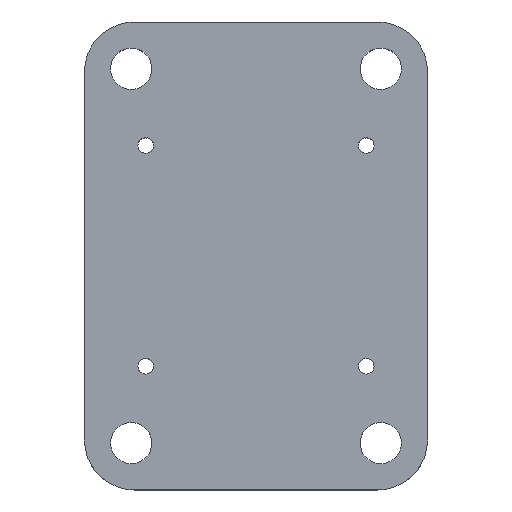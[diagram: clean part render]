
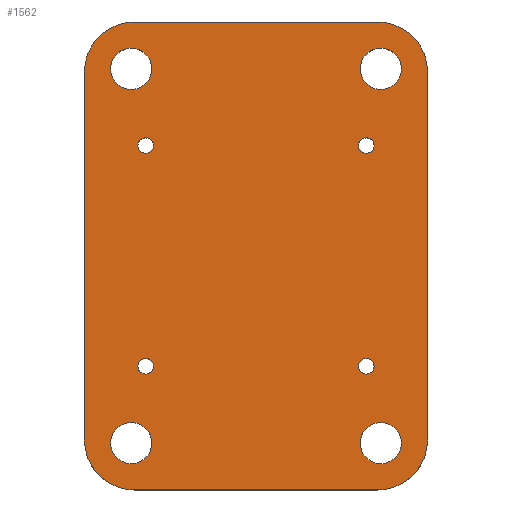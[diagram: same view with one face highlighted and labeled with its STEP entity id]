
A CAD part, top view. The second image highlights one B-rep face of the part: STEP entity #1562.
In plain terms, the highlighted planar face has unit normal (0, 0, 1).
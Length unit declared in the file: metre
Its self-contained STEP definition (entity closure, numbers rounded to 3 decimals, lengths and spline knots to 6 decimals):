
#127=CIRCLE('',#1702,0.0033);
#129=CIRCLE('',#1705,0.0033);
#131=CIRCLE('',#1708,0.0033);
#133=CIRCLE('',#1711,0.0033);
#135=CIRCLE('',#1714,0.008);
#137=CIRCLE('',#1718,0.008);
#139=CIRCLE('',#1722,0.008);
#144=CIRCLE('',#1729,0.008);
#147=CIRCLE('',#1734,0.00125);
#148=CIRCLE('',#1735,0.00125);
#149=CIRCLE('',#1736,0.00125);
#150=CIRCLE('',#1737,0.00125);
#353=ORIENTED_EDGE('',*,*,#776,.T.);
#354=ORIENTED_EDGE('',*,*,#777,.T.);
#355=ORIENTED_EDGE('',*,*,#778,.T.);
#356=ORIENTED_EDGE('',*,*,#779,.T.);
#357=ORIENTED_EDGE('',*,*,#740,.T.);
#358=ORIENTED_EDGE('',*,*,#742,.T.);
#359=ORIENTED_EDGE('',*,*,#744,.T.);
#360=ORIENTED_EDGE('',*,*,#746,.T.);
#361=ORIENTED_EDGE('',*,*,#769,.F.);
#362=ORIENTED_EDGE('',*,*,#770,.T.);
#363=ORIENTED_EDGE('',*,*,#774,.F.);
#364=ORIENTED_EDGE('',*,*,#748,.T.);
#365=ORIENTED_EDGE('',*,*,#754,.T.);
#366=ORIENTED_EDGE('',*,*,#755,.T.);
#367=ORIENTED_EDGE('',*,*,#760,.T.);
#368=ORIENTED_EDGE('',*,*,#761,.T.);
#740=EDGE_CURVE('',#949,#949,#127,.F.);
#742=EDGE_CURVE('',#951,#951,#129,.F.);
#744=EDGE_CURVE('',#953,#953,#131,.F.);
#746=EDGE_CURVE('',#955,#955,#133,.F.);
#748=EDGE_CURVE('',#957,#958,#135,.T.);
#754=EDGE_CURVE('',#958,#962,#1061,.T.);
#755=EDGE_CURVE('',#962,#963,#137,.T.);
#760=EDGE_CURVE('',#963,#966,#1065,.T.);
#761=EDGE_CURVE('',#966,#967,#139,.T.);
#769=EDGE_CURVE('',#973,#967,#1069,.T.);
#770=EDGE_CURVE('',#973,#974,#144,.T.);
#774=EDGE_CURVE('',#957,#974,#1071,.T.);
#776=EDGE_CURVE('',#977,#977,#147,.F.);
#777=EDGE_CURVE('',#978,#978,#148,.F.);
#778=EDGE_CURVE('',#979,#979,#149,.F.);
#779=EDGE_CURVE('',#980,#980,#150,.F.);
#949=VERTEX_POINT('',#2616);
#951=VERTEX_POINT('',#2621);
#953=VERTEX_POINT('',#2626);
#955=VERTEX_POINT('',#2631);
#957=VERTEX_POINT('',#2636);
#958=VERTEX_POINT('',#2637);
#962=VERTEX_POINT('',#2647);
#963=VERTEX_POINT('',#2651);
#966=VERTEX_POINT('',#2659);
#967=VERTEX_POINT('',#2663);
#973=VERTEX_POINT('',#2677);
#974=VERTEX_POINT('',#2681);
#977=VERTEX_POINT('',#2692);
#978=VERTEX_POINT('',#2694);
#979=VERTEX_POINT('',#2696);
#980=VERTEX_POINT('',#2698);
#1061=LINE('',#2648,#1169);
#1065=LINE('',#2660,#1173);
#1069=LINE('',#2678,#1177);
#1071=LINE('',#2688,#1179);
#1169=VECTOR('',#2036,1.);
#1173=VECTOR('',#2048,1.);
#1177=VECTOR('',#2066,1.);
#1179=VECTOR('',#2078,1.);
#1273=EDGE_LOOP('',(#353));
#1274=EDGE_LOOP('',(#354));
#1275=EDGE_LOOP('',(#355));
#1276=EDGE_LOOP('',(#356));
#1277=EDGE_LOOP('',(#357));
#1278=EDGE_LOOP('',(#358));
#1279=EDGE_LOOP('',(#359));
#1280=EDGE_LOOP('',(#360));
#1281=EDGE_LOOP('',(#361,#362,#363,#364,#365,#366,#367,#368));
#1407=FACE_BOUND('',#1273,.T.);
#1408=FACE_BOUND('',#1274,.T.);
#1409=FACE_BOUND('',#1275,.T.);
#1410=FACE_BOUND('',#1276,.T.);
#1411=FACE_BOUND('',#1277,.T.);
#1412=FACE_BOUND('',#1278,.T.);
#1413=FACE_BOUND('',#1279,.T.);
#1414=FACE_BOUND('',#1280,.T.);
#1415=FACE_BOUND('',#1281,.T.);
#1503=PLANE('',#1733);
#1562=ADVANCED_FACE('',(#1407,#1408,#1409,#1410,#1411,#1412,#1413,#1414,
#1415),#1503,.T.);
#1702=AXIS2_PLACEMENT_3D('',#2615,#2002,#2003);
#1705=AXIS2_PLACEMENT_3D('',#2620,#2008,#2009);
#1708=AXIS2_PLACEMENT_3D('',#2625,#2014,#2015);
#1711=AXIS2_PLACEMENT_3D('',#2630,#2020,#2021);
#1714=AXIS2_PLACEMENT_3D('',#2635,#2026,#2027);
#1718=AXIS2_PLACEMENT_3D('',#2650,#2039,#2040);
#1722=AXIS2_PLACEMENT_3D('',#2662,#2051,#2052);
#1729=AXIS2_PLACEMENT_3D('',#2680,#2069,#2070);
#1733=AXIS2_PLACEMENT_3D('',#2690,#2080,#2081);
#1734=AXIS2_PLACEMENT_3D('',#2691,#2082,#2083);
#1735=AXIS2_PLACEMENT_3D('',#2693,#2084,#2085);
#1736=AXIS2_PLACEMENT_3D('',#2695,#2086,#2087);
#1737=AXIS2_PLACEMENT_3D('',#2697,#2088,#2089);
#2002=DIRECTION('',(0.,0.,1.));
#2003=DIRECTION('',(1.,0.,0.));
#2008=DIRECTION('',(0.,0.,1.));
#2009=DIRECTION('',(1.,0.,0.));
#2014=DIRECTION('',(0.,0.,1.));
#2015=DIRECTION('',(1.,0.,0.));
#2020=DIRECTION('',(0.,0.,1.));
#2021=DIRECTION('',(1.,0.,0.));
#2026=DIRECTION('',(0.,0.,1.));
#2027=DIRECTION('',(1.,0.,0.));
#2036=DIRECTION('',(0.,-1.,0.));
#2039=DIRECTION('',(0.,0.,1.));
#2040=DIRECTION('',(1.,0.,0.));
#2048=DIRECTION('',(1.,0.,0.));
#2051=DIRECTION('',(0.,0.,1.));
#2052=DIRECTION('',(1.,0.,0.));
#2066=DIRECTION('',(0.,-1.,0.));
#2069=DIRECTION('',(0.,0.,1.));
#2070=DIRECTION('',(1.,0.,0.));
#2078=DIRECTION('',(1.,0.,0.));
#2080=DIRECTION('',(0.,0.,1.));
#2081=DIRECTION('',(1.,0.,0.));
#2082=DIRECTION('',(0.,0.,1.));
#2083=DIRECTION('',(1.,0.,0.));
#2084=DIRECTION('',(0.,0.,1.));
#2085=DIRECTION('',(1.,0.,0.));
#2086=DIRECTION('',(0.,0.,1.));
#2087=DIRECTION('',(1.,0.,0.));
#2088=DIRECTION('',(0.,0.,1.));
#2089=DIRECTION('',(1.,0.,0.));
#2615=CARTESIAN_POINT('',(-0.02,-0.03,0.02105));
#2616=CARTESIAN_POINT('',(-0.0167,-0.03,0.02105));
#2620=CARTESIAN_POINT('',(0.02,-0.03,0.02105));
#2621=CARTESIAN_POINT('',(0.0233,-0.03,0.02105));
#2625=CARTESIAN_POINT('',(0.02,0.03,0.02105));
#2626=CARTESIAN_POINT('',(0.0233,0.03,0.02105));
#2630=CARTESIAN_POINT('',(-0.02,0.03,0.02105));
#2631=CARTESIAN_POINT('',(-0.0167,0.03,0.02105));
#2635=CARTESIAN_POINT('',(-0.0195,0.0295,0.02105));
#2636=CARTESIAN_POINT('',(-0.0195,0.0375,0.02105));
#2637=CARTESIAN_POINT('',(-0.0275,0.0295,0.02105));
#2647=CARTESIAN_POINT('',(-0.0275,-0.0295,0.02105));
#2648=CARTESIAN_POINT('',(-0.0275,0.,0.02105));
#2650=CARTESIAN_POINT('',(-0.0195,-0.0295,0.02105));
#2651=CARTESIAN_POINT('',(-0.0195,-0.0375,0.02105));
#2659=CARTESIAN_POINT('',(0.0195,-0.0375,0.02105));
#2660=CARTESIAN_POINT('',(0.,-0.0375,0.02105));
#2662=CARTESIAN_POINT('',(0.0195,-0.0295,0.02105));
#2663=CARTESIAN_POINT('',(0.0275,-0.0295,0.02105));
#2677=CARTESIAN_POINT('',(0.0275,0.0295,0.02105));
#2678=CARTESIAN_POINT('',(0.0275,0.,0.02105));
#2680=CARTESIAN_POINT('',(0.0195,0.0295,0.02105));
#2681=CARTESIAN_POINT('',(0.0195,0.0375,0.02105));
#2688=CARTESIAN_POINT('',(0.,0.0375,0.02105));
#2690=CARTESIAN_POINT('',(0.,0.,0.02105));
#2691=CARTESIAN_POINT('',(0.017678,-0.017678,0.02105));
#2692=CARTESIAN_POINT('',(0.018928,-0.017678,0.02105));
#2693=CARTESIAN_POINT('',(-0.017678,0.017678,0.02105));
#2694=CARTESIAN_POINT('',(-0.016428,0.017678,0.02105));
#2695=CARTESIAN_POINT('',(-0.017678,-0.017678,0.02105));
#2696=CARTESIAN_POINT('',(-0.016428,-0.017678,0.02105));
#2697=CARTESIAN_POINT('',(0.017678,0.017678,0.02105));
#2698=CARTESIAN_POINT('',(0.018928,0.017678,0.02105));
